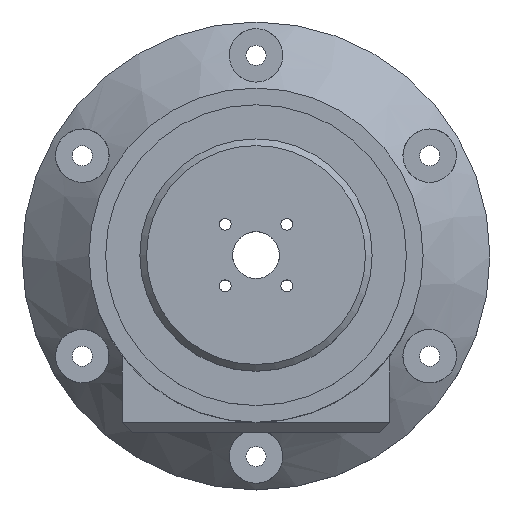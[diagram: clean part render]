
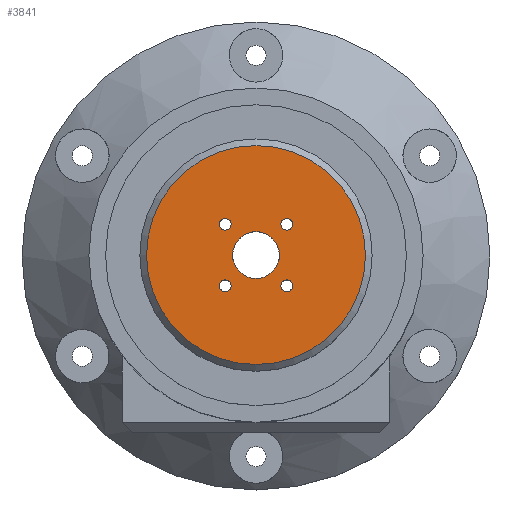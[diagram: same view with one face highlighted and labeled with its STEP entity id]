
A CAD part, top view. The second image highlights one B-rep face of the part: STEP entity #3841.
In plain terms, the highlighted planar face has unit normal (0, 0, 1).
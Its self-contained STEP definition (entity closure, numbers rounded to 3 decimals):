
#444 = CYLINDRICAL_SURFACE('',#445,7.);
#445 = AXIS2_PLACEMENT_3D('',#446,#447,#448);
#446 = CARTESIAN_POINT('',(0.,0.,141.));
#447 = DIRECTION('',(0.,0.,1.));
#448 = DIRECTION('',(0.866,0.5,0.));
#1878 = EDGE_CURVE('',#1879,#1879,#1881,.T.);
#1879 = VERTEX_POINT('',#1880);
#1880 = CARTESIAN_POINT('',(6.062,3.5,167.));
#1881 = SURFACE_CURVE('',#1882,(#1887,#1894),.PCURVE_S1.);
#1882 = CIRCLE('',#1883,7.);
#1883 = AXIS2_PLACEMENT_3D('',#1884,#1885,#1886);
#1884 = CARTESIAN_POINT('',(0.,0.,167.));
#1885 = DIRECTION('',(0.,-0.,1.));
#1886 = DIRECTION('',(0.866,0.5,0.));
#1887 = PCURVE('',#444,#1888);
#1888 = DEFINITIONAL_REPRESENTATION('',(#1889),#1893);
#1889 = LINE('',#1890,#1891);
#1890 = CARTESIAN_POINT('',(0.,26.));
#1891 = VECTOR('',#1892,1.);
#1892 = DIRECTION('',(1.,0.));
#1893 = ( GEOMETRIC_REPRESENTATION_CONTEXT(2) 
PARAMETRIC_REPRESENTATION_CONTEXT() REPRESENTATION_CONTEXT('2D SPACE',''
  ) );
#1894 = PCURVE('',#1895,#1900);
#1895 = PLANE('',#1896);
#1896 = AXIS2_PLACEMENT_3D('',#1897,#1898,#1899);
#1897 = CARTESIAN_POINT('',(0.,0.,167.));
#1898 = DIRECTION('',(0.,0.,1.));
#1899 = DIRECTION('',(0.866,0.5,0.));
#1900 = DEFINITIONAL_REPRESENTATION('',(#1901),#1905);
#1901 = CIRCLE('',#1902,7.);
#1902 = AXIS2_PLACEMENT_2D('',#1903,#1904);
#1903 = CARTESIAN_POINT('',(0.,0.));
#1904 = DIRECTION('',(1.,0.));
#1905 = ( GEOMETRIC_REPRESENTATION_CONTEXT(2) 
PARAMETRIC_REPRESENTATION_CONTEXT() REPRESENTATION_CONTEXT('2D SPACE',''
  ) );
#3780 = CYLINDRICAL_SURFACE('',#3781,1.75);
#3781 = AXIS2_PLACEMENT_3D('',#3782,#3783,#3784);
#3782 = CARTESIAN_POINT('',(9.192,-9.192,125.5));
#3783 = DIRECTION('',(0.,0.,1.));
#3784 = DIRECTION('',(0.707,0.707,0.));
#3824 = CYLINDRICAL_SURFACE('',#3825,1.75);
#3825 = AXIS2_PLACEMENT_3D('',#3826,#3827,#3828);
#3826 = CARTESIAN_POINT('',(-9.192,-9.192,125.5));
#3827 = DIRECTION('',(0.,0.,1.));
#3828 = DIRECTION('',(0.707,-0.707,0.));
#3841 = ADVANCED_FACE('',(#3842,#3873,#3899,#3902,#3928,#3959),#1895,.T.
  );
#3842 = FACE_BOUND('',#3843,.T.);
#3843 = EDGE_LOOP('',(#3844));
#3844 = ORIENTED_EDGE('',*,*,#3845,.T.);
#3845 = EDGE_CURVE('',#3846,#3846,#3848,.T.);
#3846 = VERTEX_POINT('',#3847);
#3847 = CARTESIAN_POINT('',(28.362,16.375,167.));
#3848 = SURFACE_CURVE('',#3849,(#3854,#3861),.PCURVE_S1.);
#3849 = CIRCLE('',#3850,32.75);
#3850 = AXIS2_PLACEMENT_3D('',#3851,#3852,#3853);
#3851 = CARTESIAN_POINT('',(0.,0.,167.));
#3852 = DIRECTION('',(0.,-0.,1.));
#3853 = DIRECTION('',(0.866,0.5,0.));
#3854 = PCURVE('',#1895,#3855);
#3855 = DEFINITIONAL_REPRESENTATION('',(#3856),#3860);
#3856 = CIRCLE('',#3857,32.75);
#3857 = AXIS2_PLACEMENT_2D('',#3858,#3859);
#3858 = CARTESIAN_POINT('',(0.,0.));
#3859 = DIRECTION('',(1.,0.));
#3860 = ( GEOMETRIC_REPRESENTATION_CONTEXT(2) 
PARAMETRIC_REPRESENTATION_CONTEXT() REPRESENTATION_CONTEXT('2D SPACE',''
  ) );
#3861 = PCURVE('',#3862,#3867);
#3862 = CONICAL_SURFACE('',#3863,34.75,0.785);
#3863 = AXIS2_PLACEMENT_3D('',#3864,#3865,#3866);
#3864 = CARTESIAN_POINT('',(0.,0.,165.));
#3865 = DIRECTION('',(0.,-0.,-1.));
#3866 = DIRECTION('',(0.866,0.5,0.));
#3867 = DEFINITIONAL_REPRESENTATION('',(#3868),#3872);
#3868 = LINE('',#3869,#3870);
#3869 = CARTESIAN_POINT('',(-0.,-2.));
#3870 = VECTOR('',#3871,1.);
#3871 = DIRECTION('',(-1.,0.));
#3872 = ( GEOMETRIC_REPRESENTATION_CONTEXT(2) 
PARAMETRIC_REPRESENTATION_CONTEXT() REPRESENTATION_CONTEXT('2D SPACE',''
  ) );
#3873 = FACE_BOUND('',#3874,.T.);
#3874 = EDGE_LOOP('',(#3875));
#3875 = ORIENTED_EDGE('',*,*,#3876,.F.);
#3876 = EDGE_CURVE('',#3877,#3877,#3879,.T.);
#3877 = VERTEX_POINT('',#3878);
#3878 = CARTESIAN_POINT('',(10.43,-7.955,167.));
#3879 = SURFACE_CURVE('',#3880,(#3885,#3892),.PCURVE_S1.);
#3880 = CIRCLE('',#3881,1.75);
#3881 = AXIS2_PLACEMENT_3D('',#3882,#3883,#3884);
#3882 = CARTESIAN_POINT('',(9.192,-9.192,167.));
#3883 = DIRECTION('',(0.,-0.,1.));
#3884 = DIRECTION('',(0.707,0.707,0.));
#3885 = PCURVE('',#1895,#3886);
#3886 = DEFINITIONAL_REPRESENTATION('',(#3887),#3891);
#3887 = CIRCLE('',#3888,1.75);
#3888 = AXIS2_PLACEMENT_2D('',#3889,#3890);
#3889 = CARTESIAN_POINT('',(3.365,-12.557));
#3890 = DIRECTION('',(0.966,0.259));
#3891 = ( GEOMETRIC_REPRESENTATION_CONTEXT(2) 
PARAMETRIC_REPRESENTATION_CONTEXT() REPRESENTATION_CONTEXT('2D SPACE',''
  ) );
#3892 = PCURVE('',#3780,#3893);
#3893 = DEFINITIONAL_REPRESENTATION('',(#3894),#3898);
#3894 = LINE('',#3895,#3896);
#3895 = CARTESIAN_POINT('',(0.,41.5));
#3896 = VECTOR('',#3897,1.);
#3897 = DIRECTION('',(1.,0.));
#3898 = ( GEOMETRIC_REPRESENTATION_CONTEXT(2) 
PARAMETRIC_REPRESENTATION_CONTEXT() REPRESENTATION_CONTEXT('2D SPACE',''
  ) );
#3899 = FACE_BOUND('',#3900,.T.);
#3900 = EDGE_LOOP('',(#3901));
#3901 = ORIENTED_EDGE('',*,*,#1878,.F.);
#3902 = FACE_BOUND('',#3903,.T.);
#3903 = EDGE_LOOP('',(#3904));
#3904 = ORIENTED_EDGE('',*,*,#3905,.F.);
#3905 = EDGE_CURVE('',#3906,#3906,#3908,.T.);
#3906 = VERTEX_POINT('',#3907);
#3907 = CARTESIAN_POINT('',(-7.955,-10.43,167.));
#3908 = SURFACE_CURVE('',#3909,(#3914,#3921),.PCURVE_S1.);
#3909 = CIRCLE('',#3910,1.75);
#3910 = AXIS2_PLACEMENT_3D('',#3911,#3912,#3913);
#3911 = CARTESIAN_POINT('',(-9.192,-9.192,167.));
#3912 = DIRECTION('',(-0.,0.,1.));
#3913 = DIRECTION('',(0.707,-0.707,0.));
#3914 = PCURVE('',#1895,#3915);
#3915 = DEFINITIONAL_REPRESENTATION('',(#3916),#3920);
#3916 = CIRCLE('',#3917,1.75);
#3917 = AXIS2_PLACEMENT_2D('',#3918,#3919);
#3918 = CARTESIAN_POINT('',(-12.557,-3.365));
#3919 = DIRECTION('',(0.259,-0.966));
#3920 = ( GEOMETRIC_REPRESENTATION_CONTEXT(2) 
PARAMETRIC_REPRESENTATION_CONTEXT() REPRESENTATION_CONTEXT('2D SPACE',''
  ) );
#3921 = PCURVE('',#3824,#3922);
#3922 = DEFINITIONAL_REPRESENTATION('',(#3923),#3927);
#3923 = LINE('',#3924,#3925);
#3924 = CARTESIAN_POINT('',(0.,41.5));
#3925 = VECTOR('',#3926,1.);
#3926 = DIRECTION('',(1.,0.));
#3927 = ( GEOMETRIC_REPRESENTATION_CONTEXT(2) 
PARAMETRIC_REPRESENTATION_CONTEXT() REPRESENTATION_CONTEXT('2D SPACE',''
  ) );
#3928 = FACE_BOUND('',#3929,.T.);
#3929 = EDGE_LOOP('',(#3930));
#3930 = ORIENTED_EDGE('',*,*,#3931,.F.);
#3931 = EDGE_CURVE('',#3932,#3932,#3934,.T.);
#3932 = VERTEX_POINT('',#3933);
#3933 = CARTESIAN_POINT('',(7.955,10.43,167.));
#3934 = SURFACE_CURVE('',#3935,(#3940,#3947),.PCURVE_S1.);
#3935 = CIRCLE('',#3936,1.75);
#3936 = AXIS2_PLACEMENT_3D('',#3937,#3938,#3939);
#3937 = CARTESIAN_POINT('',(9.192,9.192,167.));
#3938 = DIRECTION('',(0.,0.,1.));
#3939 = DIRECTION('',(-0.707,0.707,0.));
#3940 = PCURVE('',#1895,#3941);
#3941 = DEFINITIONAL_REPRESENTATION('',(#3942),#3946);
#3942 = CIRCLE('',#3943,1.75);
#3943 = AXIS2_PLACEMENT_2D('',#3944,#3945);
#3944 = CARTESIAN_POINT('',(12.557,3.365));
#3945 = DIRECTION('',(-0.259,0.966));
#3946 = ( GEOMETRIC_REPRESENTATION_CONTEXT(2) 
PARAMETRIC_REPRESENTATION_CONTEXT() REPRESENTATION_CONTEXT('2D SPACE',''
  ) );
#3947 = PCURVE('',#3948,#3953);
#3948 = CYLINDRICAL_SURFACE('',#3949,1.75);
#3949 = AXIS2_PLACEMENT_3D('',#3950,#3951,#3952);
#3950 = CARTESIAN_POINT('',(9.192,9.192,125.5));
#3951 = DIRECTION('',(0.,0.,1.));
#3952 = DIRECTION('',(-0.707,0.707,0.));
#3953 = DEFINITIONAL_REPRESENTATION('',(#3954),#3958);
#3954 = LINE('',#3955,#3956);
#3955 = CARTESIAN_POINT('',(0.,41.5));
#3956 = VECTOR('',#3957,1.);
#3957 = DIRECTION('',(1.,0.));
#3958 = ( GEOMETRIC_REPRESENTATION_CONTEXT(2) 
PARAMETRIC_REPRESENTATION_CONTEXT() REPRESENTATION_CONTEXT('2D SPACE',''
  ) );
#3959 = FACE_BOUND('',#3960,.T.);
#3960 = EDGE_LOOP('',(#3961));
#3961 = ORIENTED_EDGE('',*,*,#3962,.F.);
#3962 = EDGE_CURVE('',#3963,#3963,#3965,.T.);
#3963 = VERTEX_POINT('',#3964);
#3964 = CARTESIAN_POINT('',(-10.43,7.955,167.));
#3965 = SURFACE_CURVE('',#3966,(#3971,#3978),.PCURVE_S1.);
#3966 = CIRCLE('',#3967,1.75);
#3967 = AXIS2_PLACEMENT_3D('',#3968,#3969,#3970);
#3968 = CARTESIAN_POINT('',(-9.192,9.192,167.));
#3969 = DIRECTION('',(0.,0.,1.));
#3970 = DIRECTION('',(-0.707,-0.707,0.));
#3971 = PCURVE('',#1895,#3972);
#3972 = DEFINITIONAL_REPRESENTATION('',(#3973),#3977);
#3973 = CIRCLE('',#3974,1.75);
#3974 = AXIS2_PLACEMENT_2D('',#3975,#3976);
#3975 = CARTESIAN_POINT('',(-3.365,12.557));
#3976 = DIRECTION('',(-0.966,-0.259));
#3977 = ( GEOMETRIC_REPRESENTATION_CONTEXT(2) 
PARAMETRIC_REPRESENTATION_CONTEXT() REPRESENTATION_CONTEXT('2D SPACE',''
  ) );
#3978 = PCURVE('',#3979,#3984);
#3979 = CYLINDRICAL_SURFACE('',#3980,1.75);
#3980 = AXIS2_PLACEMENT_3D('',#3981,#3982,#3983);
#3981 = CARTESIAN_POINT('',(-9.192,9.192,125.5));
#3982 = DIRECTION('',(0.,0.,1.));
#3983 = DIRECTION('',(-0.707,-0.707,0.));
#3984 = DEFINITIONAL_REPRESENTATION('',(#3985),#3989);
#3985 = LINE('',#3986,#3987);
#3986 = CARTESIAN_POINT('',(0.,41.5));
#3987 = VECTOR('',#3988,1.);
#3988 = DIRECTION('',(1.,0.));
#3989 = ( GEOMETRIC_REPRESENTATION_CONTEXT(2) 
PARAMETRIC_REPRESENTATION_CONTEXT() REPRESENTATION_CONTEXT('2D SPACE',''
  ) );
